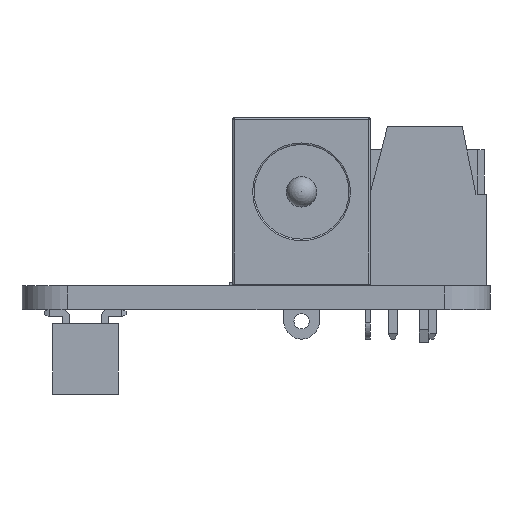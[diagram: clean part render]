
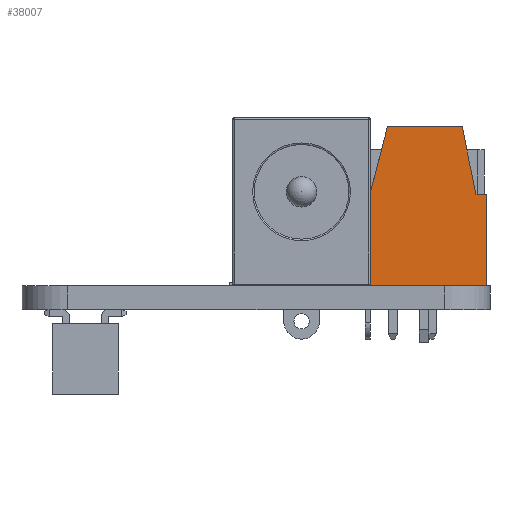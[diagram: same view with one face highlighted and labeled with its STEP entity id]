
A CAD part, left-side view. The second image highlights one B-rep face of the part: STEP entity #38007.
In plain terms, the highlighted face is planar.
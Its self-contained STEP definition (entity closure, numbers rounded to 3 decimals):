
#1661=PLANE('',#40838);
#3656=FACE_OUTER_BOUND('',#6115,.T.);
#6115=EDGE_LOOP('',(#31372,#31373,#31374,#31375,#31376,#31377,#31378));
#9693=LINE('',#58703,#14150);
#9725=LINE('',#58773,#14182);
#9731=LINE('',#58784,#14188);
#9732=LINE('',#58786,#14189);
#9733=LINE('',#58788,#14190);
#9734=LINE('',#58790,#14191);
#9735=LINE('',#58791,#14192);
#14150=VECTOR('',#48170,1000.);
#14182=VECTOR('',#48218,1000.);
#14188=VECTOR('',#48226,1000.);
#14189=VECTOR('',#48227,1000.);
#14190=VECTOR('',#48228,1000.);
#14191=VECTOR('',#48229,1000.);
#14192=VECTOR('',#48230,1000.);
#18617=VERTEX_POINT('',#58700);
#18618=VERTEX_POINT('',#58702);
#18648=VERTEX_POINT('',#58772);
#18652=VERTEX_POINT('',#58783);
#18653=VERTEX_POINT('',#58785);
#18654=VERTEX_POINT('',#58787);
#18655=VERTEX_POINT('',#58789);
#23050=EDGE_CURVE('',#18618,#18617,#9693,.T.);
#23084=EDGE_CURVE('',#18648,#18618,#9725,.T.);
#23090=EDGE_CURVE('',#18652,#18617,#9731,.T.);
#23091=EDGE_CURVE('',#18653,#18652,#9732,.T.);
#23092=EDGE_CURVE('',#18654,#18653,#9733,.T.);
#23093=EDGE_CURVE('',#18655,#18654,#9734,.T.);
#23094=EDGE_CURVE('',#18648,#18655,#9735,.T.);
#31372=ORIENTED_EDGE('',*,*,#23090,.F.);
#31373=ORIENTED_EDGE('',*,*,#23091,.F.);
#31374=ORIENTED_EDGE('',*,*,#23092,.F.);
#31375=ORIENTED_EDGE('',*,*,#23093,.F.);
#31376=ORIENTED_EDGE('',*,*,#23094,.F.);
#31377=ORIENTED_EDGE('',*,*,#23084,.T.);
#31378=ORIENTED_EDGE('',*,*,#23050,.T.);
#38007=ADVANCED_FACE('',(#3656),#1661,.F.);
#40838=AXIS2_PLACEMENT_3D('',#58782,#48224,#48225);
#48170=DIRECTION('',(0.,1.,0.));
#48218=DIRECTION('',(0.,0.,-1.));
#48224=DIRECTION('center_axis',(-1.,0.,0.));
#48225=DIRECTION('ref_axis',(0.,-1.,0.));
#48226=DIRECTION('',(0.,0.,-1.));
#48227=DIRECTION('',(0.,1.,0.));
#48228=DIRECTION('',(0.,0.2,-0.98));
#48229=DIRECTION('',(0.,1.,0.));
#48230=DIRECTION('',(0.,0.252,0.968));
#58700=CARTESIAN_POINT('',(5.08,4.097,0.));
#58702=CARTESIAN_POINT('',(5.08,-4.003,0.));
#58703=CARTESIAN_POINT('',(5.08,4.097,0.));
#58772=CARTESIAN_POINT('',(5.08,-4.003,4.26));
#58773=CARTESIAN_POINT('',(5.08,-4.003,10.4));
#58782=CARTESIAN_POINT('Origin',(5.08,4.097,10.4));
#58783=CARTESIAN_POINT('',(5.08,4.097,6.));
#58784=CARTESIAN_POINT('',(5.08,4.097,10.4));
#58785=CARTESIAN_POINT('',(5.08,3.397,6.));
#58786=CARTESIAN_POINT('',(5.08,3.397,6.));
#58787=CARTESIAN_POINT('',(5.08,2.497,10.4));
#58788=CARTESIAN_POINT('',(5.08,2.497,10.4));
#58789=CARTESIAN_POINT('',(5.08,-2.403,10.4));
#58790=CARTESIAN_POINT('',(5.08,4.097,10.4));
#58791=CARTESIAN_POINT('',(5.08,-2.403,10.4));
